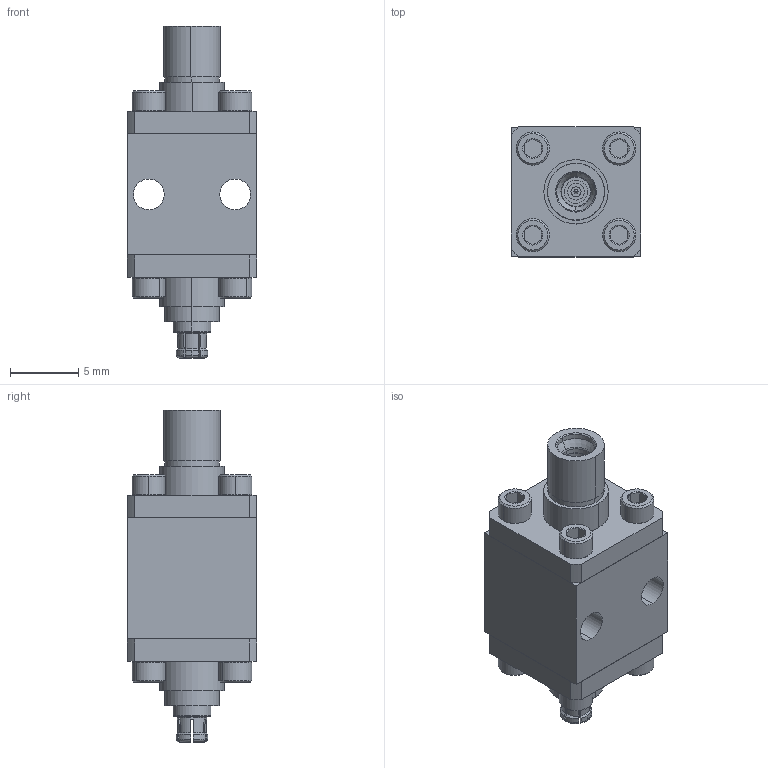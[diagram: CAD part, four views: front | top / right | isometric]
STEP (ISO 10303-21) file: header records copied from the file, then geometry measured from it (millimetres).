
FILE_DESCRIPTION (( 'STEP AP203' ), '1' );
FILE_NAME ('SD121501_A.STEP', '2022-12-05T11:52:43', ( '' ), ( '' ), 'SwSTEP 2.0', 'SolidWorks 2021', '' );
FILE_SCHEMA (( 'CONFIG_CONTROL_DESIGN' ));
Length unit declared in the file: inch
Products named in the file (5): SD121501_A; MSSP-19506-MECH-REV-.stp; 92196A054_18-8 Stainless Steel Socket Head Screw_92196A054; SD121500 body; MSSP-19509-MECH-REV-.stp
Assembly tree (11 placements, depth 2):
  SD121501_A
    SD121500 body
    92196A054_18-8 Stainless Steel Socket Head Screw_92196A054  x8
    MSSP-19506-MECH-REV-.stp
    MSSP-19509-MECH-REV-.stp
Bounding box: 9.53 x 9.53 x 24.38 mm (x, y, z)
Volume: 1226.1 mm3; surface area: 1921.5 mm2
Topology: 11 solids, 11 shells, 764 faces, 1916 edges, 1209 vertices
Faces by surface type: cylinder 370, cone 180, plane 164, bspline 26, torus 24
Entity records: 12958 total; most frequent: CARTESIAN_POINT 4169, DIRECTION 1740, ORIENTED_EDGE 1706, EDGE_CURVE 853, AXIS2_PLACEMENT_3D 709, VERTEX_POINT 551, EDGE_LOOP 384, CIRCLE 363
